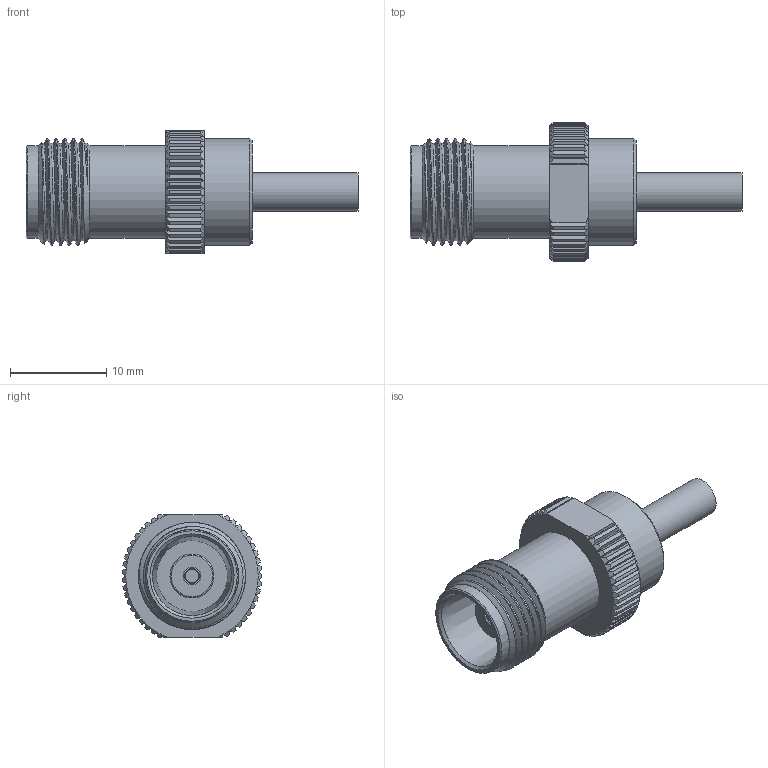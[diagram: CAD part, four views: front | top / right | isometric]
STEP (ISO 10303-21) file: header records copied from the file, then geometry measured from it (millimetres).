
FILE_DESCRIPTION (( 'STEP AP203' ), '1' );
FILE_NAME ('PE45143 ¦ FMC01062_3D.step', '2020-07-30T16:49:53', ( '' ), ( '' ), 'SwSTEP 2.0', 'SolidWorks 2018', '' );
FILE_SCHEMA (( 'CONFIG_CONTROL_DESIGN' ));
Length unit declared in the file: inch
Products named in the file (1): PE45143 ｦ FMC01062_3D
Bounding box: 34.5 x 14.5 x 12.7 mm (x, y, z)
Volume: 1969.6 mm3; surface area: 1897.4 mm2
Topology: 2 solids, 2 shells, 279 faces, 620 edges, 354 vertices
Faces by surface type: plane 123, cone 99, cylinder 54, bspline 3
Full cylindrical faces by diameter (mm): 1.346 x1, 1.7 x1, 1.854 x1, 2.7 x1, 3.2 x1, 4 x1, 4.572 x1, 9.652 x2, 11.112 x1
Entity records: 9177 total; most frequent: CARTESIAN_POINT 3407, ORIENTED_EDGE 1184, DIRECTION 1155, EDGE_CURVE 592, AXIS2_PLACEMENT_3D 493, VERTEX_POINT 345, EDGE_LOOP 307, FACE_OUTER_BOUND 288
